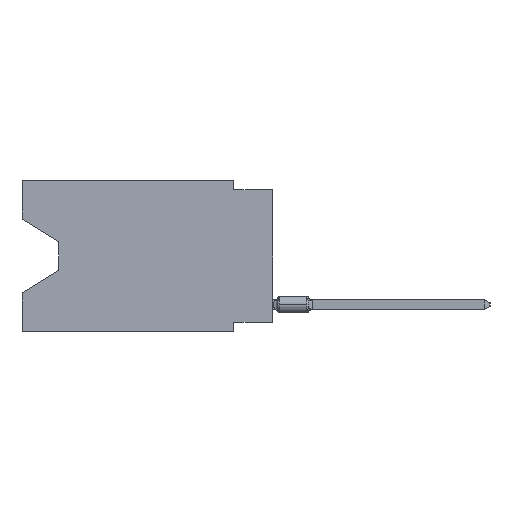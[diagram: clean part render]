
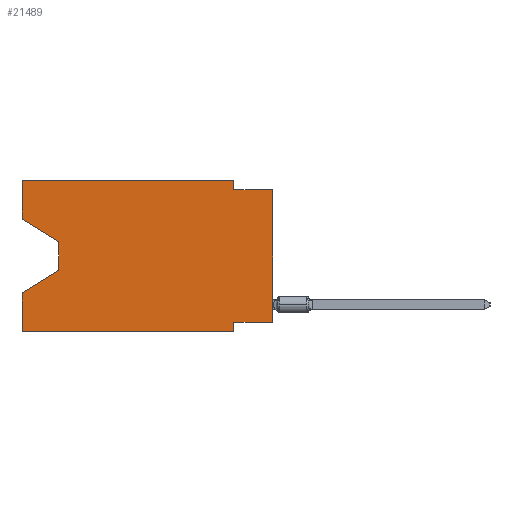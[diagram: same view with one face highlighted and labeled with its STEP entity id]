
A CAD part, left-side view. The second image highlights one B-rep face of the part: STEP entity #21489.
In plain terms, the highlighted planar face has unit normal (-1, 0, 0).
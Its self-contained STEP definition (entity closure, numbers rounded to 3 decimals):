
#613 = DIRECTION ( 'NONE',  ( 0., -0.855, -0.519 ) ) ;
#767 = CARTESIAN_POINT ( 'NONE',  ( 0., 16.383, 0. ) ) ;
#3586 = AXIS2_PLACEMENT_3D ( 'NONE', #83730, #15095, #22668 ) ;
#3592 = EDGE_CURVE ( 'NONE', #58808, #48190, #53315, .T. ) ;
#3790 = CARTESIAN_POINT ( 'NONE',  ( 0., 0., -9.271 ) ) ;
#3927 = ORIENTED_EDGE ( 'NONE', *, *, #36543, .F. ) ;
#3963 = VECTOR ( 'NONE', #613, 1000. ) ;
#4102 = VECTOR ( 'NONE', #18714, 1000. ) ;
#5886 = CARTESIAN_POINT ( 'NONE',  ( 0., 16.383, 0. ) ) ;
#7458 = DIRECTION ( 'NONE',  ( 0., -1., 0. ) ) ;
#7736 = CARTESIAN_POINT ( 'NONE',  ( 0., 13.97, -5.893 ) ) ;
#10300 = CARTESIAN_POINT ( 'NONE',  ( 0., 13.97, -4.013 ) ) ;
#10379 = VERTEX_POINT ( 'NONE', #10300 ) ;
#11027 = EDGE_CURVE ( 'NONE', #15007, #46511, #32324, .T. ) ;
#12318 = CARTESIAN_POINT ( 'NONE',  ( 0., 2.54, -9.906 ) ) ;
#12964 = EDGE_CURVE ( 'NONE', #24107, #82417, #82533, .T. ) ;
#13067 = VECTOR ( 'NONE', #30984, 1000. ) ;
#13477 = DIRECTION ( 'NONE',  ( 0., -1., 0. ) ) ;
#14231 = CARTESIAN_POINT ( 'NONE',  ( 0., 16.383, -7.36 ) ) ;
#14347 = CARTESIAN_POINT ( 'NONE',  ( 0., 2.54, 0. ) ) ;
#14989 = LINE ( 'NONE', #80662, #4102 ) ;
#15007 = VERTEX_POINT ( 'NONE', #3790 ) ;
#15095 = DIRECTION ( 'NONE',  ( 1., 0., 0. ) ) ;
#17095 = VECTOR ( 'NONE', #37256, 1000. ) ;
#18714 = DIRECTION ( 'NONE',  ( 0., 0., 1. ) ) ;
#18812 = DIRECTION ( 'NONE',  ( 0., -1., 0. ) ) ;
#20152 = LINE ( 'NONE', #82531, #75355 ) ;
#20927 = ORIENTED_EDGE ( 'NONE', *, *, #3592, .F. ) ;
#21489 = ADVANCED_FACE ( 'NONE', ( #82843 ), #21784, .F. ) ;
#21735 = CARTESIAN_POINT ( 'NONE',  ( 0., 2.54, -9.271 ) ) ;
#21784 = PLANE ( 'NONE',  #3586 ) ;
#22415 = VECTOR ( 'NONE', #82173, 1000. ) ;
#22668 = DIRECTION ( 'NONE',  ( 0., 0., -1. ) ) ;
#24107 = VERTEX_POINT ( 'NONE', #7736 ) ;
#24741 = CARTESIAN_POINT ( 'NONE',  ( 0., 13.97, -4.013 ) ) ;
#25662 = CARTESIAN_POINT ( 'NONE',  ( 0., 2.54, 0. ) ) ;
#27364 = LINE ( 'NONE', #62117, #22415 ) ;
#28567 = VERTEX_POINT ( 'NONE', #46137 ) ;
#30984 = DIRECTION ( 'NONE',  ( 0., 0., -1. ) ) ;
#31031 = DIRECTION ( 'NONE',  ( 0., 0., -1. ) ) ;
#31424 = DIRECTION ( 'NONE',  ( 0., 1., 0. ) ) ;
#32324 = LINE ( 'NONE', #65314, #17095 ) ;
#33367 = VERTEX_POINT ( 'NONE', #21735 ) ;
#34701 = VECTOR ( 'NONE', #18812, 1000. ) ;
#35368 = CARTESIAN_POINT ( 'NONE',  ( 0., 16.383, -9.906 ) ) ;
#35457 = ORIENTED_EDGE ( 'NONE', *, *, #69711, .F. ) ;
#36543 = EDGE_CURVE ( 'NONE', #28567, #40374, #27364, .T. ) ;
#37256 = DIRECTION ( 'NONE',  ( 0., 0., 1. ) ) ;
#38552 = CARTESIAN_POINT ( 'NONE',  ( 0., 0., -9.271 ) ) ;
#39521 = DIRECTION ( 'NONE',  ( 0., 0., -1. ) ) ;
#39775 = CARTESIAN_POINT ( 'NONE',  ( 0., 16.383, -9.906 ) ) ;
#40374 = VERTEX_POINT ( 'NONE', #5886 ) ;
#41783 = LINE ( 'NONE', #767, #49966 ) ;
#44658 = ORIENTED_EDGE ( 'NONE', *, *, #65722, .F. ) ;
#44805 = VECTOR ( 'NONE', #31031, 1000. ) ;
#45771 = EDGE_CURVE ( 'NONE', #28567, #10379, #75064, .T. ) ;
#46137 = CARTESIAN_POINT ( 'NONE',  ( 0., 16.383, -2.546 ) ) ;
#46462 = LINE ( 'NONE', #39775, #34701 ) ;
#46511 = VERTEX_POINT ( 'NONE', #87768 ) ;
#46778 = ORIENTED_EDGE ( 'NONE', *, *, #67675, .F. ) ;
#47167 = CARTESIAN_POINT ( 'NONE',  ( 0., 2.54, -9.906 ) ) ;
#48190 = VERTEX_POINT ( 'NONE', #57769 ) ;
#49450 = EDGE_CURVE ( 'NONE', #64995, #63734, #46462, .T. ) ;
#49966 = VECTOR ( 'NONE', #7458, 1000. ) ;
#52695 = ORIENTED_EDGE ( 'NONE', *, *, #12964, .T. ) ;
#53315 = LINE ( 'NONE', #25662, #44805 ) ;
#53364 = EDGE_CURVE ( 'NONE', #15007, #33367, #71976, .T. ) ;
#56031 = ORIENTED_EDGE ( 'NONE', *, *, #64802, .T. ) ;
#57769 = CARTESIAN_POINT ( 'NONE',  ( 0., 2.54, -0.635 ) ) ;
#58808 = VERTEX_POINT ( 'NONE', #14347 ) ;
#61691 = CARTESIAN_POINT ( 'NONE',  ( 0., 16.383, -2.546 ) ) ;
#62039 = CARTESIAN_POINT ( 'NONE',  ( 0., 13.97, -5.893 ) ) ;
#62117 = CARTESIAN_POINT ( 'NONE',  ( 0., 16.383, 0. ) ) ;
#63488 = VECTOR ( 'NONE', #31424, 1000. ) ;
#63734 = VERTEX_POINT ( 'NONE', #47167 ) ;
#64802 = EDGE_CURVE ( 'NONE', #10379, #24107, #71553, .T. ) ;
#64995 = VERTEX_POINT ( 'NONE', #35368 ) ;
#65314 = CARTESIAN_POINT ( 'NONE',  ( 0., 0., 0. ) ) ;
#65722 = EDGE_CURVE ( 'NONE', #64995, #82417, #14989, .T. ) ;
#67675 = EDGE_CURVE ( 'NONE', #48190, #46511, #20152, .T. ) ;
#69489 = ORIENTED_EDGE ( 'NONE', *, *, #45771, .T. ) ;
#69711 = EDGE_CURVE ( 'NONE', #40374, #58808, #41783, .T. ) ;
#71028 = ORIENTED_EDGE ( 'NONE', *, *, #49450, .T. ) ;
#71553 = LINE ( 'NONE', #24741, #13067 ) ;
#71579 = EDGE_CURVE ( 'NONE', #33367, #63734, #88050, .T. ) ;
#71976 = LINE ( 'NONE', #38552, #63488 ) ;
#75064 = LINE ( 'NONE', #61691, #3963 ) ;
#75107 = ORIENTED_EDGE ( 'NONE', *, *, #11027, .T. ) ;
#75355 = VECTOR ( 'NONE', #13477, 1000. ) ;
#75419 = DIRECTION ( 'NONE',  ( 0., 0.855, -0.519 ) ) ;
#76579 = VECTOR ( 'NONE', #39521, 1000. ) ;
#79675 = ORIENTED_EDGE ( 'NONE', *, *, #71579, .F. ) ;
#80662 = CARTESIAN_POINT ( 'NONE',  ( 0., 16.383, 0. ) ) ;
#82173 = DIRECTION ( 'NONE',  ( 0., 0., 1. ) ) ;
#82417 = VERTEX_POINT ( 'NONE', #14231 ) ;
#82531 = CARTESIAN_POINT ( 'NONE',  ( 0., 0., -0.635 ) ) ;
#82533 = LINE ( 'NONE', #62039, #85548 ) ;
#82843 = FACE_OUTER_BOUND ( 'NONE', #83473, .T. ) ;
#83473 = EDGE_LOOP ( 'NONE', ( #69489, #56031, #52695, #44658, #71028, #79675, #85207, #75107, #46778, #20927, #35457, #3927 ) ) ;
#83730 = CARTESIAN_POINT ( 'NONE',  ( 0., 16.383, 0. ) ) ;
#85207 = ORIENTED_EDGE ( 'NONE', *, *, #53364, .F. ) ;
#85548 = VECTOR ( 'NONE', #75419, 1000. ) ;
#87768 = CARTESIAN_POINT ( 'NONE',  ( 0., 0., -0.635 ) ) ;
#88050 = LINE ( 'NONE', #12318, #76579 ) ;
